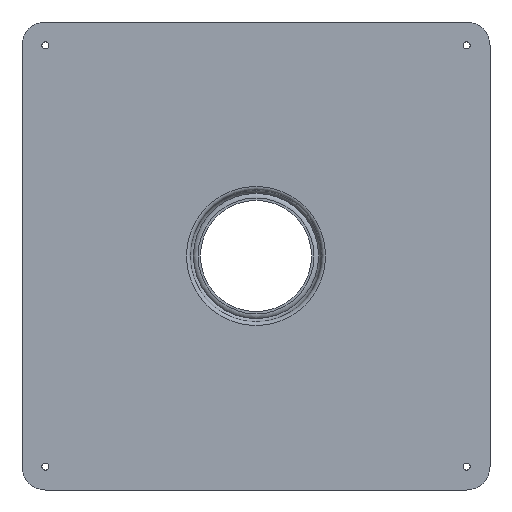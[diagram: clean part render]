
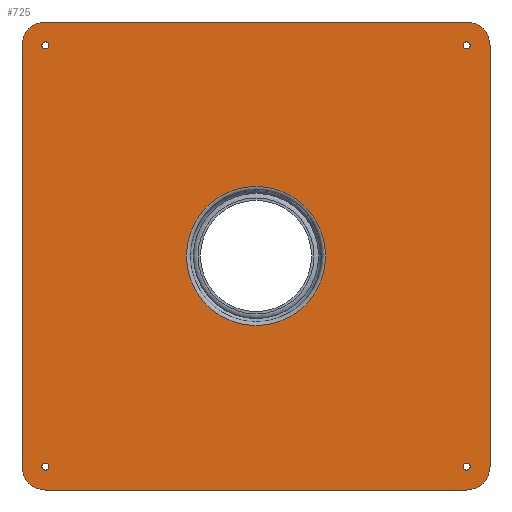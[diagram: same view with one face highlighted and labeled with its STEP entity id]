
A CAD part, front view. The second image highlights one B-rep face of the part: STEP entity #725.
In plain terms, the highlighted planar face has unit normal (0, -1, 0).
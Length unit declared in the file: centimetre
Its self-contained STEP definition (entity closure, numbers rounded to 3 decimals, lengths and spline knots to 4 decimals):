
#34=FACE_BOUND('',#232,.T.);
#35=FACE_BOUND('',#233,.T.);
#36=FACE_BOUND('',#234,.T.);
#37=FACE_BOUND('',#235,.T.);
#38=FACE_BOUND('',#236,.T.);
#53=PLANE('',#838);
#88=LINE('',#1272,#122);
#92=LINE('',#1284,#126);
#96=LINE('',#1296,#130);
#100=LINE('',#1307,#134);
#122=VECTOR('',#1055,10.);
#126=VECTOR('',#1067,10.);
#130=VECTOR('',#1079,10.);
#134=VECTOR('',#1091,10.);
#184=FACE_OUTER_BOUND('',#231,.T.);
#231=EDGE_LOOP('',(#649,#650,#651,#652,#653,#654,#655,#656));
#232=EDGE_LOOP('',(#657));
#233=EDGE_LOOP('',(#658));
#234=EDGE_LOOP('',(#659));
#235=EDGE_LOOP('',(#660));
#236=EDGE_LOOP('',(#661));
#280=CIRCLE('',#791,59.5);
#295=CIRCLE('',#812,3.);
#297=CIRCLE('',#815,3.);
#299=CIRCLE('',#818,3.);
#301=CIRCLE('',#821,3.);
#302=CIRCLE('',#823,20.);
#304=CIRCLE('',#827,20.);
#306=CIRCLE('',#831,20.);
#308=CIRCLE('',#835,20.);
#341=VERTEX_POINT('',#1206);
#352=VERTEX_POINT('',#1240);
#354=VERTEX_POINT('',#1246);
#356=VERTEX_POINT('',#1252);
#358=VERTEX_POINT('',#1258);
#359=VERTEX_POINT('',#1262);
#360=VERTEX_POINT('',#1263);
#363=VERTEX_POINT('',#1271);
#365=VERTEX_POINT('',#1277);
#367=VERTEX_POINT('',#1283);
#369=VERTEX_POINT('',#1289);
#371=VERTEX_POINT('',#1295);
#373=VERTEX_POINT('',#1301);
#423=EDGE_CURVE('',#341,#341,#280,.T.);
#441=EDGE_CURVE('',#352,#352,#295,.T.);
#444=EDGE_CURVE('',#354,#354,#297,.T.);
#447=EDGE_CURVE('',#356,#356,#299,.T.);
#450=EDGE_CURVE('',#358,#358,#301,.T.);
#451=EDGE_CURVE('',#359,#360,#302,.T.);
#455=EDGE_CURVE('',#360,#363,#88,.T.);
#458=EDGE_CURVE('',#363,#365,#304,.T.);
#461=EDGE_CURVE('',#365,#367,#92,.T.);
#464=EDGE_CURVE('',#367,#369,#306,.T.);
#467=EDGE_CURVE('',#369,#371,#96,.T.);
#470=EDGE_CURVE('',#371,#373,#308,.T.);
#473=EDGE_CURVE('',#373,#359,#100,.T.);
#649=ORIENTED_EDGE('',*,*,#473,.T.);
#650=ORIENTED_EDGE('',*,*,#451,.T.);
#651=ORIENTED_EDGE('',*,*,#455,.T.);
#652=ORIENTED_EDGE('',*,*,#458,.T.);
#653=ORIENTED_EDGE('',*,*,#461,.T.);
#654=ORIENTED_EDGE('',*,*,#464,.T.);
#655=ORIENTED_EDGE('',*,*,#467,.T.);
#656=ORIENTED_EDGE('',*,*,#470,.T.);
#657=ORIENTED_EDGE('',*,*,#423,.T.);
#658=ORIENTED_EDGE('',*,*,#450,.T.);
#659=ORIENTED_EDGE('',*,*,#447,.T.);
#660=ORIENTED_EDGE('',*,*,#444,.T.);
#661=ORIENTED_EDGE('',*,*,#441,.T.);
#725=ADVANCED_FACE('',(#184,#34,#35,#36,#37,#38),#53,.T.);
#791=AXIS2_PLACEMENT_3D('',#1207,#977,#978);
#812=AXIS2_PLACEMENT_3D('',#1242,#1022,#1023);
#815=AXIS2_PLACEMENT_3D('',#1248,#1029,#1030);
#818=AXIS2_PLACEMENT_3D('',#1254,#1036,#1037);
#821=AXIS2_PLACEMENT_3D('',#1260,#1043,#1044);
#823=AXIS2_PLACEMENT_3D('',#1264,#1047,#1048);
#827=AXIS2_PLACEMENT_3D('',#1278,#1060,#1061);
#831=AXIS2_PLACEMENT_3D('',#1290,#1072,#1073);
#835=AXIS2_PLACEMENT_3D('',#1302,#1084,#1085);
#838=AXIS2_PLACEMENT_3D('',#1309,#1093,#1094);
#977=DIRECTION('center_axis',(0.,1.,0.));
#978=DIRECTION('ref_axis',(-1.,0.,0.));
#1022=DIRECTION('center_axis',(0.,1.,0.));
#1023=DIRECTION('ref_axis',(-1.,0.,0.));
#1029=DIRECTION('center_axis',(0.,1.,0.));
#1030=DIRECTION('ref_axis',(-1.,0.,0.));
#1036=DIRECTION('center_axis',(0.,1.,0.));
#1037=DIRECTION('ref_axis',(-1.,0.,0.));
#1043=DIRECTION('center_axis',(0.,1.,0.));
#1044=DIRECTION('ref_axis',(-1.,0.,0.));
#1047=DIRECTION('center_axis',(0.,-1.,0.));
#1048=DIRECTION('ref_axis',(0.,0.,-1.));
#1055=DIRECTION('',(0.,0.,1.));
#1060=DIRECTION('center_axis',(0.,-1.,0.));
#1061=DIRECTION('ref_axis',(1.,0.,0.));
#1067=DIRECTION('',(-1.,0.,0.));
#1072=DIRECTION('center_axis',(0.,-1.,0.));
#1073=DIRECTION('ref_axis',(0.,0.,1.));
#1079=DIRECTION('',(0.,0.,-1.));
#1084=DIRECTION('center_axis',(0.,-1.,0.));
#1085=DIRECTION('ref_axis',(-1.,0.,0.));
#1091=DIRECTION('',(1.,0.,0.));
#1093=DIRECTION('center_axis',(0.,-1.,0.));
#1094=DIRECTION('ref_axis',(1.,0.,0.));
#1206=CARTESIAN_POINT('',(59.5,0.,0.));
#1207=CARTESIAN_POINT('Origin',(0.,0.,0.));
#1240=CARTESIAN_POINT('',(-177.,0.,-180.));
#1242=CARTESIAN_POINT('Origin',(-180.,0.,-180.));
#1246=CARTESIAN_POINT('',(183.,0.,-180.));
#1248=CARTESIAN_POINT('Origin',(180.,0.,-180.));
#1252=CARTESIAN_POINT('',(183.,0.,180.));
#1254=CARTESIAN_POINT('Origin',(180.,0.,180.));
#1258=CARTESIAN_POINT('',(-177.,0.,180.));
#1260=CARTESIAN_POINT('Origin',(-180.,0.,180.));
#1262=CARTESIAN_POINT('',(180.,0.,-200.));
#1263=CARTESIAN_POINT('',(200.,0.,-180.));
#1264=CARTESIAN_POINT('Origin',(180.,0.,-180.));
#1271=CARTESIAN_POINT('',(200.,0.,180.));
#1272=CARTESIAN_POINT('',(200.,0.,-180.));
#1277=CARTESIAN_POINT('',(180.,0.,200.));
#1278=CARTESIAN_POINT('Origin',(180.,0.,180.));
#1283=CARTESIAN_POINT('',(-180.,0.,200.));
#1284=CARTESIAN_POINT('',(180.,0.,200.));
#1289=CARTESIAN_POINT('',(-200.,0.,180.));
#1290=CARTESIAN_POINT('Origin',(-180.,0.,180.));
#1295=CARTESIAN_POINT('',(-200.,0.,-180.));
#1296=CARTESIAN_POINT('',(-200.,0.,180.));
#1301=CARTESIAN_POINT('',(-180.,0.,-200.));
#1302=CARTESIAN_POINT('Origin',(-180.,0.,-180.));
#1307=CARTESIAN_POINT('',(-180.,0.,-200.));
#1309=CARTESIAN_POINT('Origin',(0.,0.,
0.));
